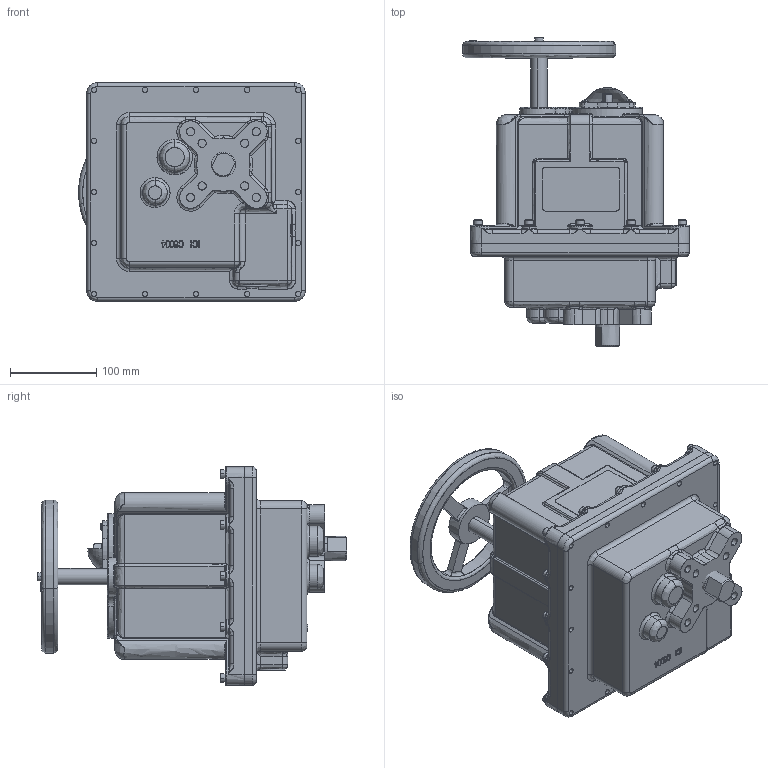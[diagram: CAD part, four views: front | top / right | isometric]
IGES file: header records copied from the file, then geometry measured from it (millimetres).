
Start section: SolidWorks IGES file using analytic representation for surfaces
Global section: file name: L Series with 4004DI Output Shaft.IGS; native system: SolidWorks 2014; preprocessor: SolidWorks 2014; author: merion; date: 140509.134503; units: inch
Bounding box: 263.42 x 359.04 x 254.1 mm (x, y, z)
Surface area: 415595.2 mm2 (no closed solid volume)
Topology: 0 solids, 0 shells, 1716 faces, 21057 edges, 21003 vertices
Faces by surface type: bspline 958, revolution 758
